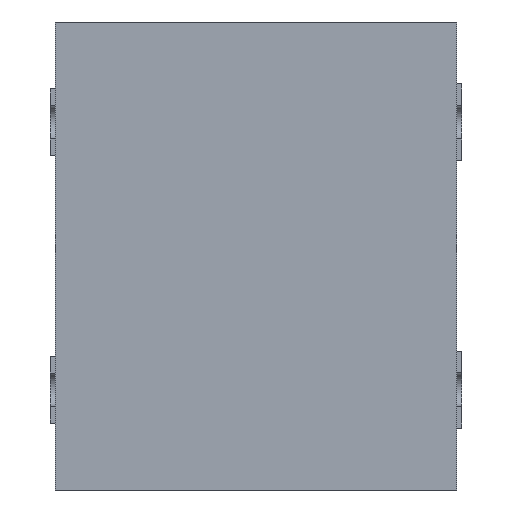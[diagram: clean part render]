
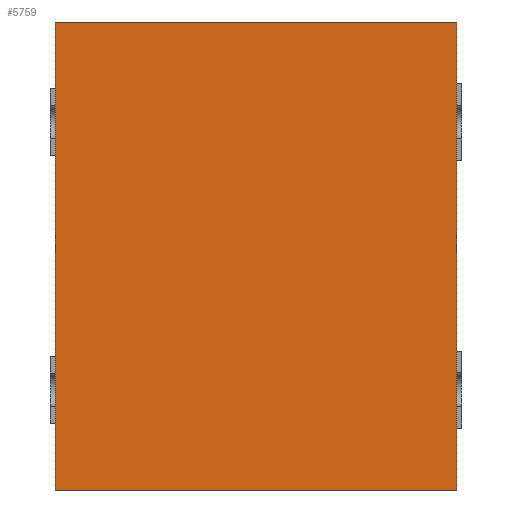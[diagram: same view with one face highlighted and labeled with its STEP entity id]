
A CAD part, left-side view. The second image highlights one B-rep face of the part: STEP entity #5759.
In plain terms, the highlighted planar face has unit normal (-1, 0, 0).
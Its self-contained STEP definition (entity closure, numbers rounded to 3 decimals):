
#121=PLANE('',#6551);
#545=LINE('',#9001,#1283);
#548=LINE('',#9007,#1286);
#552=LINE('',#9014,#1290);
#556=LINE('',#9021,#1294);
#1283=VECTOR('',#7376,1000.);
#1286=VECTOR('',#7381,1000.);
#1290=VECTOR('',#7387,1000.);
#1294=VECTOR('',#7393,1000.);
#2405=ORIENTED_EDGE('',*,*,#3773,.F.);
#2406=ORIENTED_EDGE('',*,*,#3784,.F.);
#2407=ORIENTED_EDGE('',*,*,#3780,.F.);
#2408=ORIENTED_EDGE('',*,*,#3776,.F.);
#3773=EDGE_CURVE('',#4522,#4523,#545,.T.);
#3776=EDGE_CURVE('',#4523,#4525,#548,.T.);
#3780=EDGE_CURVE('',#4525,#4527,#552,.T.);
#3784=EDGE_CURVE('',#4527,#4522,#556,.T.);
#4522=VERTEX_POINT('',#9000);
#4523=VERTEX_POINT('',#9002);
#4525=VERTEX_POINT('',#9008);
#4527=VERTEX_POINT('',#9015);
#5102=EDGE_LOOP('',(#2405,#2406,#2407,#2408));
#5405=FACE_BOUND('',#5102,.T.);
#5759=ADVANCED_FACE('',(#5405),#121,.F.);
#6551=AXIS2_PLACEMENT_3D('',#9025,#7399,#7400);
#7376=DIRECTION('',(0.,0.,-1.));
#7381=DIRECTION('',(0.,1.,0.));
#7387=DIRECTION('',(0.,0.,1.));
#7393=DIRECTION('',(0.,-1.,0.));
#7399=DIRECTION('',(1.,0.,0.));
#7400=DIRECTION('',(0.,1.,0.));
#9000=CARTESIAN_POINT('',(0.,-0.6,0.7));
#9001=CARTESIAN_POINT('',(0.,-0.6,0.7));
#9002=CARTESIAN_POINT('',(0.,-0.6,-0.7));
#9007=CARTESIAN_POINT('',(0.,-0.6,-0.7));
#9008=CARTESIAN_POINT('',(0.,0.6,-0.7));
#9014=CARTESIAN_POINT('',(0.,0.6,-0.7));
#9015=CARTESIAN_POINT('',(0.,0.6,0.7));
#9021=CARTESIAN_POINT('',(0.,0.6,0.7));
#9025=CARTESIAN_POINT('',(0.,0.,0.));
